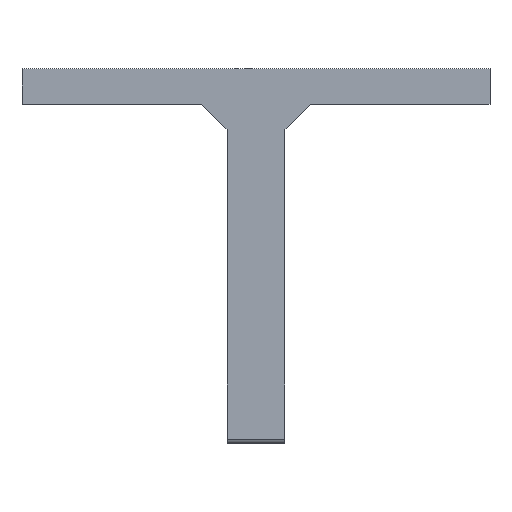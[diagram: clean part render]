
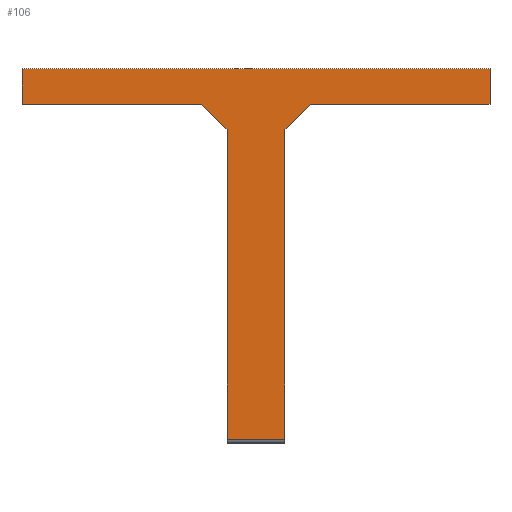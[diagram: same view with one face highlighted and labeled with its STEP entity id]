
A CAD part, top view. The second image highlights one B-rep face of the part: STEP entity #106.
In plain terms, the highlighted planar face has unit normal (0, 0, 1).
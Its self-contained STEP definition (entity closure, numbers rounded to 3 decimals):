
#106=ADVANCED_FACE('',(#156),#131,.T.);
#131=PLANE('',#612);
#156=FACE_OUTER_BOUND('',#182,.T.);
#182=EDGE_LOOP('',(#243,#244,#245,#246,#247,#248,#249,#250,#251,#252));
#243=ORIENTED_EDGE('',*,*,#398,.T.);
#244=ORIENTED_EDGE('',*,*,#423,.T.);
#245=ORIENTED_EDGE('',*,*,#428,.T.);
#246=ORIENTED_EDGE('',*,*,#429,.T.);
#247=ORIENTED_EDGE('',*,*,#430,.T.);
#248=ORIENTED_EDGE('',*,*,#431,.F.);
#249=ORIENTED_EDGE('',*,*,#432,.F.);
#250=ORIENTED_EDGE('',*,*,#433,.F.);
#251=ORIENTED_EDGE('',*,*,#434,.F.);
#252=ORIENTED_EDGE('',*,*,#426,.F.);
#348=VERTEX_POINT('',#767);
#350=VERTEX_POINT('',#771);
#373=VERTEX_POINT('',#822);
#375=VERTEX_POINT('',#829);
#376=VERTEX_POINT('',#833);
#377=VERTEX_POINT('',#835);
#378=VERTEX_POINT('',#837);
#379=VERTEX_POINT('',#839);
#380=VERTEX_POINT('',#841);
#381=VERTEX_POINT('',#843);
#398=EDGE_CURVE('',#348,#350,#470,.T.);
#423=EDGE_CURVE('',#350,#373,#492,.T.);
#426=EDGE_CURVE('',#348,#375,#495,.T.);
#428=EDGE_CURVE('',#373,#376,#497,.T.);
#429=EDGE_CURVE('',#376,#377,#498,.T.);
#430=EDGE_CURVE('',#377,#378,#499,.T.);
#431=EDGE_CURVE('',#379,#378,#500,.T.);
#432=EDGE_CURVE('',#380,#379,#501,.T.);
#433=EDGE_CURVE('',#381,#380,#502,.T.);
#434=EDGE_CURVE('',#375,#381,#503,.T.);
#470=LINE('',#772,#538);
#492=LINE('',#823,#560);
#495=LINE('',#828,#563);
#497=LINE('',#832,#565);
#498=LINE('',#834,#566);
#499=LINE('',#836,#567);
#500=LINE('',#838,#568);
#501=LINE('',#840,#569);
#502=LINE('',#842,#570);
#503=LINE('',#844,#571);
#538=VECTOR('',#639,1.);
#560=VECTOR('',#673,1.);
#563=VECTOR('',#678,1.);
#565=VECTOR('',#682,1.);
#566=VECTOR('',#683,1.);
#567=VECTOR('',#684,1.);
#568=VECTOR('',#685,1.);
#569=VECTOR('',#686,1.);
#570=VECTOR('',#687,1.);
#571=VECTOR('',#688,1.);
#612=AXIS2_PLACEMENT_3D('',#845,#689,#690);
#639=DIRECTION('',(0.707,-0.707,0.));
#673=DIRECTION('',(0.,-1.,0.));
#678=DIRECTION('',(-1.,0.,0.));
#682=DIRECTION('',(1.,0.,0.));
#683=DIRECTION('',(0.,1.,0.));
#684=DIRECTION('',(0.707,0.707,0.));
#685=DIRECTION('',(-1.,0.,0.));
#686=DIRECTION('',(0.,-1.,0.));
#687=DIRECTION('',(1.,0.,0.));
#688=DIRECTION('',(0.,1.,0.));
#689=DIRECTION('',(0.,0.,1.));
#690=DIRECTION('',(-1.,0.,0.));
#767=CARTESIAN_POINT('',(-5.35,-3.5,4.7));
#771=CARTESIAN_POINT('',(-2.85,-6.,4.7));
#772=CARTESIAN_POINT('',(-5.85,-3.,4.7));
#822=CARTESIAN_POINT('',(-2.85,-36.4,4.7));
#823=CARTESIAN_POINT('',(-2.85,-6.,4.7));
#828=CARTESIAN_POINT('',(-5.35,-3.5,4.7));
#829=CARTESIAN_POINT('',(-23.,-3.5,4.7));
#832=CARTESIAN_POINT('',(-2.85,-36.4,4.7));
#833=CARTESIAN_POINT('',(2.85,-36.4,4.7));
#834=CARTESIAN_POINT('',(2.85,-36.4,4.7));
#835=CARTESIAN_POINT('',(2.85,-6.,4.7));
#836=CARTESIAN_POINT('',(2.85,-6.,4.7));
#837=CARTESIAN_POINT('',(5.35,-3.5,4.7));
#838=CARTESIAN_POINT('',(23.,-3.5,4.7));
#839=CARTESIAN_POINT('',(23.,-3.5,4.7));
#840=CARTESIAN_POINT('',(23.,0.,4.7));
#841=CARTESIAN_POINT('',(23.,0.,4.7));
#842=CARTESIAN_POINT('',(-23.,0.,4.7));
#843=CARTESIAN_POINT('',(-23.,0.,4.7));
#844=CARTESIAN_POINT('',(-23.,-3.5,4.7));
#845=CARTESIAN_POINT('',(0.,0.,4.7));
